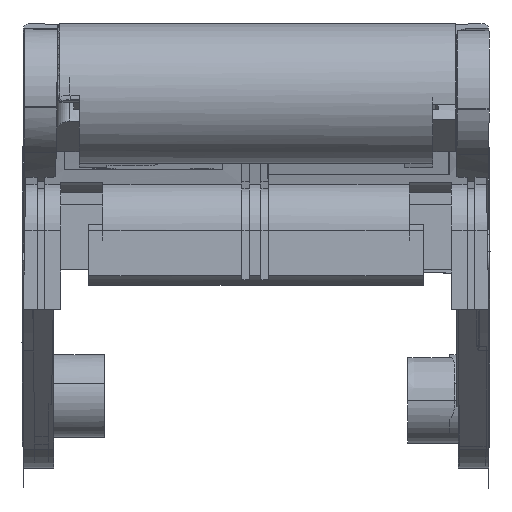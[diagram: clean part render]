
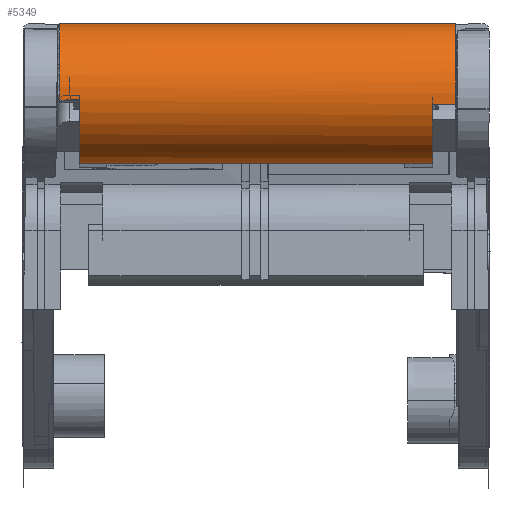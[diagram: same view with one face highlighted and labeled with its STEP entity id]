
A CAD part, left-side view. The second image highlights one B-rep face of the part: STEP entity #5349.
In plain terms, the highlighted cylindrical face has radius 15 mm (diameter 30 mm), a partial arc.
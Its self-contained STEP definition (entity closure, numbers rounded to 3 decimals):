
#607=CARTESIAN_POINT('',(-29.28,-124.503,116.441));
#608=DIRECTION('',(0.,-1.,0.));
#609=DIRECTION('',(-0.996,0.,-0.093));
#610=AXIS2_PLACEMENT_3D('',#607,#608,#609);
#615=CARTESIAN_POINT('',(-29.28,-124.503,116.441));
#616=DIRECTION('',(0.,-1.,0.));
#617=DIRECTION('',(-0.259,0.,-0.966));
#618=AXIS2_PLACEMENT_3D('',#615,#616,#617);
#686=CARTESIAN_POINT('',(-30.056,-130.349,101.461));
#754=DIRECTION('',(0.,-1.,0.));
#755=VECTOR('',#754,5.846);
#756=CARTESIAN_POINT('',(-30.056,-124.503,101.461));
#757=LINE('',#756,#755);
#761=CARTESIAN_POINT('',(-44.214,-120.763,115.039));
#762=CARTESIAN_POINT('',(-44.214,-120.67,115.043));
#763=CARTESIAN_POINT('',(-44.218,-120.513,115.081));
#764=CARTESIAN_POINT('',(-44.233,-120.354,115.255));
#765=CARTESIAN_POINT('',(-44.244,-120.32,115.402));
#766=CARTESIAN_POINT('',(-44.249,-120.318,115.487));
#771=DIRECTION('',(0.,-1.,0.));
#772=VECTOR('',#771,84.535);
#773=CARTESIAN_POINT('',(-28.546,-120.318,131.423));
#774=LINE('',#773,#772);
#778=CARTESIAN_POINT('',(-28.545,-204.853,131.423));
#779=CARTESIAN_POINT('',(-28.882,-204.897,131.44));
#780=CARTESIAN_POINT('',(-29.534,-204.981,131.448));
#781=CARTESIAN_POINT('',(-30.435,-205.074,131.405));
#782=CARTESIAN_POINT('',(-31.004,-205.103,131.344));
#783=CARTESIAN_POINT('',(-31.278,-205.103,131.307));
#788=DIRECTION('',(0.,1.,0.));
#789=VECTOR('',#788,5.);
#790=CARTESIAN_POINT('',(-44.118,-205.103,114.245));
#791=LINE('',#790,#789);
#795=DIRECTION('',(0.,1.,0.));
#796=VECTOR('',#795,5.948);
#797=CARTESIAN_POINT('',(-30.056,-200.103,101.461));
#798=LINE('',#797,#796);
#802=CARTESIAN_POINT('',(-21.211,-130.37,103.796));
#803=CARTESIAN_POINT('',(-22.11,-130.365,103.222));
#804=CARTESIAN_POINT('',(-23.975,-130.357,102.3));
#805=CARTESIAN_POINT('',(-26.915,-130.35,101.524));
#806=CARTESIAN_POINT('',(-28.991,-130.349,101.406));
#807=CARTESIAN_POINT('',(-30.056,-130.349,101.461));
#812=DIRECTION('',(0.,-1.,0.));
#813=VECTOR('',#812,3.74);
#814=CARTESIAN_POINT('',(-44.214,-120.763,115.039));
#815=LINE('',#814,#813);
#913=CARTESIAN_POINT('',(-29.28,-120.318,116.441));
#914=DIRECTION('',(0.,-1.,0.));
#915=DIRECTION('',(0.049,0.,0.999));
#916=AXIS2_PLACEMENT_3D('',#913,#914,#915);
#939=CARTESIAN_POINT('',(-28.546,-120.318,131.423));
#1931=CARTESIAN_POINT('',(-21.211,-194.134,
103.796));
#1936=CARTESIAN_POINT('',(-21.211,-194.134,
103.796));
#1937=CARTESIAN_POINT('',(-22.094,-194.139,
103.232));
#1938=CARTESIAN_POINT('',(-23.931,-194.147,
102.313));
#1939=CARTESIAN_POINT('',(-26.959,-194.154,
101.514));
#1940=CARTESIAN_POINT('',(-29.01,-194.155,
101.407));
#1941=CARTESIAN_POINT('',(-30.056,-194.155,
101.461));
#1993=DIRECTION('',(0.,-1.,0.));
#1994=VECTOR('',#1993,63.764);
#1995=CARTESIAN_POINT('',(-21.211,-130.37,
103.796));
#1996=LINE('',#1995,#1994);
#2030=CARTESIAN_POINT('',(-29.28,-200.103,116.441));
#2031=DIRECTION('',(0.,1.,0.));
#2032=DIRECTION('',(-0.052,0.,-0.999));
#2033=AXIS2_PLACEMENT_3D('',#2030,#2031,#2032);
#2038=CARTESIAN_POINT('',(-29.28,-200.103,116.441));
#2039=DIRECTION('',(0.,1.,0.));
#2040=DIRECTION('',(-0.259,0.,-0.966));
#2041=AXIS2_PLACEMENT_3D('',#2038,#2039,#2040);
#2177=CARTESIAN_POINT('',(-29.28,-205.103,116.441));
#2178=DIRECTION('',(0.,1.,0.));
#2179=DIRECTION('',(-0.989,0.,-0.146));
#2180=AXIS2_PLACEMENT_3D('',#2177,#2178,#2179);
#4573=CARTESIAN_POINT('',(-44.214,-124.503,115.039));
#4574=VERTEX_POINT('',#4573);
#4575=CARTESIAN_POINT('',(-33.162,-124.503,101.952));
#4576=VERTEX_POINT('',#4575);
#4577=CARTESIAN_POINT('',(-30.056,-124.503,101.461));
#4578=VERTEX_POINT('',#4577);
#4587=VERTEX_POINT('',#686);
#4588=VERTEX_POINT('',#802);
#4657=VERTEX_POINT('',#939);
#4658=CARTESIAN_POINT('',(-28.545,-204.853,
131.423));
#4659=VERTEX_POINT('',#4658);
#4660=CARTESIAN_POINT('',(-31.278,-205.103,131.307));
#4661=VERTEX_POINT('',#4660);
#4686=CARTESIAN_POINT('',(-44.118,-205.103,
114.245));
#4687=VERTEX_POINT('',#4686);
#4749=VERTEX_POINT('',#1931);
#4750=VERTEX_POINT('',#1941);
#4752=CARTESIAN_POINT('',(-44.214,-120.763,
115.039));
#4753=VERTEX_POINT('',#4752);
#4754=VERTEX_POINT('',#766);
#4755=CARTESIAN_POINT('',(-44.118,-200.103,
114.245));
#4756=VERTEX_POINT('',#4755);
#4757=CARTESIAN_POINT('',(-33.162,-200.103,101.952));
#4758=VERTEX_POINT('',#4757);
#4759=CARTESIAN_POINT('',(-30.056,-200.103,101.461));
#4760=VERTEX_POINT('',#4759);
#5314=CARTESIAN_POINT('',(-29.28,-205.103,116.441));
#5315=DIRECTION('',(0.,1.,0.));
#5316=DIRECTION('',(0.259,0.,0.966));
#5317=AXIS2_PLACEMENT_3D('',#5314,#5315,#5316);
#5318=CYLINDRICAL_SURFACE('',#5317,15.);
#5319=ORIENTED_EDGE('',*,*,#5212,.F.);
#5320=ORIENTED_EDGE('',*,*,#5210,.F.);
#5322=ORIENTED_EDGE('',*,*,#5321,.F.);
#5324=ORIENTED_EDGE('',*,*,#5323,.T.);
#5326=ORIENTED_EDGE('',*,*,#5325,.F.);
#5328=ORIENTED_EDGE('',*,*,#5327,.T.);
#5330=ORIENTED_EDGE('',*,*,#5329,.T.);
#5332=ORIENTED_EDGE('',*,*,#5331,.F.);
#5334=ORIENTED_EDGE('',*,*,#5333,.T.);
#5336=ORIENTED_EDGE('',*,*,#5335,.F.);
#5338=ORIENTED_EDGE('',*,*,#5337,.F.);
#5340=ORIENTED_EDGE('',*,*,#5339,.T.);
#5342=ORIENTED_EDGE('',*,*,#5341,.F.);
#5344=ORIENTED_EDGE('',*,*,#5343,.F.);
#5345=ORIENTED_EDGE('',*,*,#5249,.T.);
#5346=ORIENTED_EDGE('',*,*,#5309,.F.);
#5347=EDGE_LOOP('',(#5319,#5320,#5322,#5324,#5326,#5328,#5330,#5332,#5334,#5336,
#5338,#5340,#5342,#5344,#5345,#5346));
#5348=FACE_OUTER_BOUND('',#5347,.F.);
#611=CIRCLE('',#610,15.);
#619=CIRCLE('',#618,15.);
#767=B_SPLINE_CURVE_WITH_KNOTS('',3,(#761,#762,#763,#764,#765,#766),
.UNSPECIFIED.,.F.,.F.,(4,1,1,4),(0.,0.333,0.667,1.),
.UNSPECIFIED.);
#784=B_SPLINE_CURVE_WITH_KNOTS('',3,(#778,#779,#780,#781,#782,#783),
.UNSPECIFIED.,.F.,.F.,(4,1,1,4),(0.,0.333,0.667,1.),
.UNSPECIFIED.);
#808=B_SPLINE_CURVE_WITH_KNOTS('',3,(#802,#803,#804,#805,#806,#807),
.UNSPECIFIED.,.F.,.F.,(4,1,1,4),(0.,0.333,0.667,1.),
.UNSPECIFIED.);
#917=CIRCLE('',#916,15.);
#1942=B_SPLINE_CURVE_WITH_KNOTS('',3,(#1936,#1937,#1938,#1939,#1940,#1941),
.UNSPECIFIED.,.F.,.F.,(4,1,1,4),(0.,0.333,0.667,1.),
.UNSPECIFIED.);
#2034=CIRCLE('',#2033,15.);
#2042=CIRCLE('',#2041,15.);
#2181=CIRCLE('',#2180,15.);
#5210=EDGE_CURVE('',#4574,#4576,#611,.T.);
#5212=EDGE_CURVE('',#4576,#4578,#619,.T.);
#5249=EDGE_CURVE('',#4588,#4587,#808,.T.);
#5309=EDGE_CURVE('',#4578,#4587,#757,.T.);
#5321=EDGE_CURVE('',#4753,#4574,#815,.T.);
#5323=EDGE_CURVE('',#4753,#4754,#767,.T.);
#5325=EDGE_CURVE('',#4657,#4754,#917,.T.);
#5327=EDGE_CURVE('',#4657,#4659,#774,.T.);
#5329=EDGE_CURVE('',#4659,#4661,#784,.T.);
#5331=EDGE_CURVE('',#4687,#4661,#2181,.T.);
#5333=EDGE_CURVE('',#4687,#4756,#791,.T.);
#5335=EDGE_CURVE('',#4758,#4756,#2042,.T.);
#5337=EDGE_CURVE('',#4760,#4758,#2034,.T.);
#5339=EDGE_CURVE('',#4760,#4750,#798,.T.);
#5341=EDGE_CURVE('',#4749,#4750,#1942,.T.);
#5343=EDGE_CURVE('',#4588,#4749,#1996,.T.);
#5349=ADVANCED_FACE('',(#5348),#5318,.T.);
